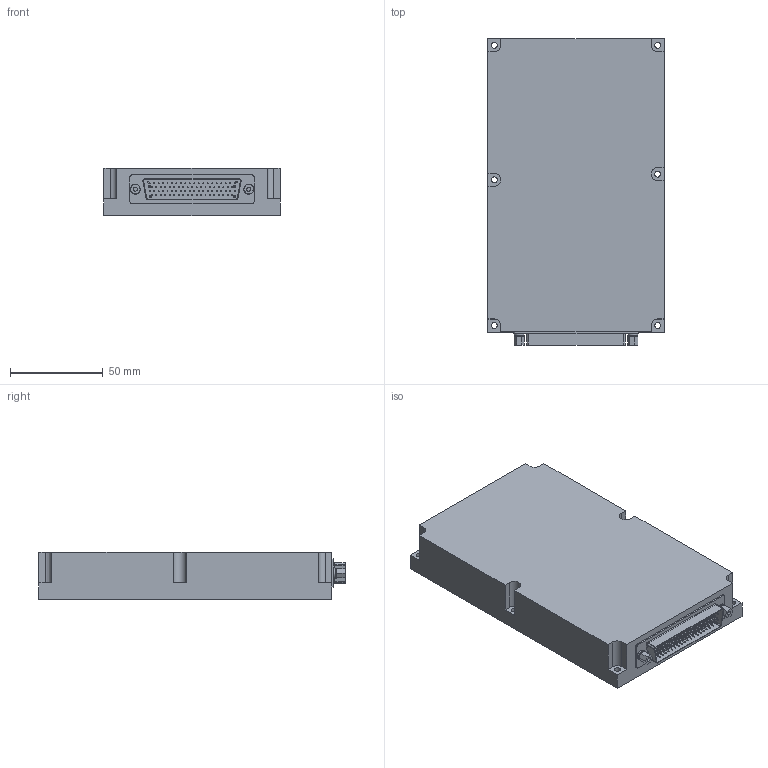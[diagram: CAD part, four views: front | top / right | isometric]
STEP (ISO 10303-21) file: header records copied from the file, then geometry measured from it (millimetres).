
FILE_DESCRIPTION(/* description */ ('Unknown'),/* implementation_level */ '2;1');
FILE_NAME(/* name */ 'M1132001',/* time_stamp */ '2020-04-09T17:09:17-04:00',/* author */ ('Unknown'),/* organization */ ('Unknown'),/* preprocessor_version */ 'ST-DEVELOPER v16.7',/* originating_system */ 'DEX',/* authorisation */ $);
FILE_SCHEMA (('CONFIG_CONTROL_DESIGN'));
Length unit declared in the file: millimetre
Products named in the file (7): M1132001; MAIN BODY; DD78M3000; P001-19; MS35338-134; NAS620C4
Assembly tree (7 placements, depth 3):
  M1132001
    MAIN BODY
    DD78M3000
    P001-19  x2
      P001-19
      MS35338-134
      NAS620C4
Bounding box: 95 x 165.15 x 25.4 mm (x, y, z)
Volume: 384336.9 mm3; surface area: 50039.9 mm2
Topology: 8 solids, 8 shells, 669 faces, 1426 edges, 954 vertices
Faces by surface type: plane 283, cylinder 202, torus 156, bspline 28
Full cylindrical faces by diameter (mm): 0.51 x156, 2.156 x2, 2.382 x2, 2.92 x2, 3.05 x2, 3.2 x6, 5.309 x2
Entity records: 21067 total; most frequent: CARTESIAN_POINT 4769, DIRECTION 2576, ORIENTED_EDGE 1772, EDGE_LOOP 1176, FACE_BOUND 1176, AXIS2_PLACEMENT_3D 1175, EDGE_CURVE 886, VERTEX_POINT 760
